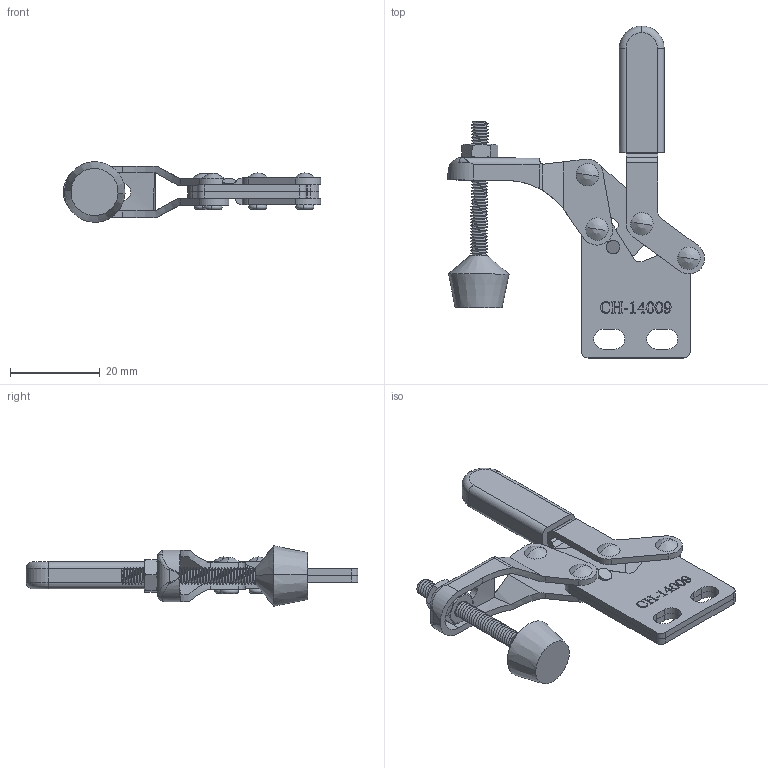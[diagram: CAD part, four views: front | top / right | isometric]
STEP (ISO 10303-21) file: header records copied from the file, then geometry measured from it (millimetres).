
FILE_DESCRIPTION (( 'STEP AP203' ), '1' );
FILE_NAME ('CH-14009.STEP', '2017-11-10T02:17:25', ( 'Windows' ), ( 'Microsoft' ), 'SwSTEP 2.0', 'SolidWorks 2015', '' );
FILE_SCHEMA (( 'CONFIG_CONTROL_DESIGN' ));
Length unit declared in the file: millimetre
Products named in the file (10): CH-13009-02 BAR; CH-14009; CH-13009-03 HANDLE; CH-13009-04 CONNECTING-PLATE; M4 Nut; CH-13009-05; CH-FC-044207 SPINDLE SUPPLIED; CH-13009-06; 14009眻菁釱01; 14009眻菁釱02
Assembly tree (13 placements, depth 2):
  CH-14009
    CH-13009-02 BAR
    CH-13009-03 HANDLE
    CH-13009-04 CONNECTING-PLATE
    M4 Nut  x2
    CH-13009-05  x4
    CH-FC-044207 SPINDLE SUPPLIED
    CH-13009-06
    14009眻菁釱01
    14009眻菁釱02
Bounding box: 57.34 x 74.01 x 13.48 mm (x, y, z)
Volume: 7251.6 mm3; surface area: 11231.6 mm2
Topology: 15 solids, 16 shells, 697 faces, 1878 edges, 1228 vertices
Faces by surface type: plane 299, bspline 202, cylinder 149, cone 31, torus 16
Entity records: 33172 total; most frequent: CARTESIAN_POINT 16974, ORIENTED_EDGE 3476, DIRECTION 2500, EDGE_CURVE 1738, VERTEX_POINT 1150, LINE 1004, VECTOR 1004, AXIS2_PLACEMENT_3D 748
